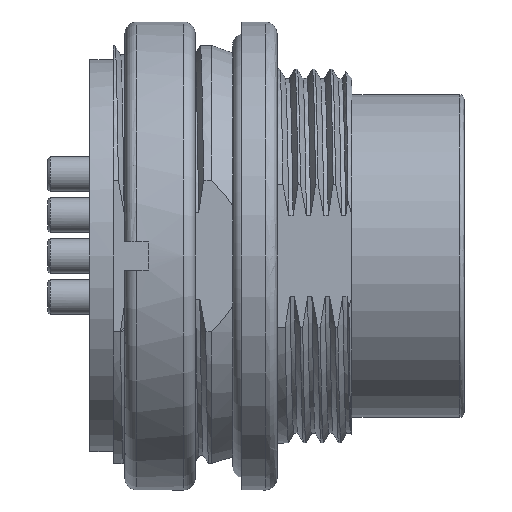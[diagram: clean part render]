
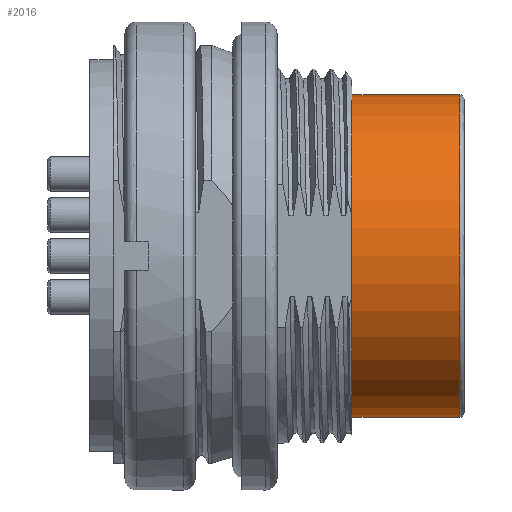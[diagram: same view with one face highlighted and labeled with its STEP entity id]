
A CAD part, front view. The second image highlights one B-rep face of the part: STEP entity #2016.
In plain terms, the highlighted cylindrical face has radius 6.9 mm (diameter 13.8 mm), a full revolution.
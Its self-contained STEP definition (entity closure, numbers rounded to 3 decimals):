
#603=FACE_BOUND('',#2682,.T.);
#604=FACE_BOUND('',#2683,.T.);
#1017=CYLINDRICAL_SURFACE('',#6715,6.9);
#1787=CIRCLE('',#6711,6.9);
#1789=CIRCLE('',#6714,6.9);
#2016=ADVANCED_FACE('',(#603,#604),#1017,.T.);
#2682=EDGE_LOOP('',(#3562));
#2683=EDGE_LOOP('',(#3563));
#3562=ORIENTED_EDGE('',*,*,#5815,.F.);
#3563=ORIENTED_EDGE('',*,*,#5817,.T.);
#5130=VERTEX_POINT('',#13306);
#5131=VERTEX_POINT('',#13310);
#5815=EDGE_CURVE('',#5130,#5130,#1787,.T.);
#5817=EDGE_CURVE('',#5131,#5131,#1789,.T.);
#6711=AXIS2_PLACEMENT_3D('',#13305,#7386,#7387);
#6714=AXIS2_PLACEMENT_3D('',#13309,#7392,#7393);
#6715=AXIS2_PLACEMENT_3D('',#13311,#7394,#7395);
#7386=DIRECTION('',(-1.,0.,0.));
#7387=DIRECTION('',(0.,-1.,0.));
#7392=DIRECTION('',(-1.,0.,0.));
#7393=DIRECTION('',(0.,-1.,0.));
#7394=DIRECTION('',(-1.,0.,0.));
#7395=DIRECTION('',(0.,-1.,0.));
#13305=CARTESIAN_POINT('',(11.2,0.,0.));
#13306=CARTESIAN_POINT('',(11.2,-6.9,0.));
#13309=CARTESIAN_POINT('',(15.8,0.,0.));
#13310=CARTESIAN_POINT('',(15.8,-6.9,0.));
#13311=CARTESIAN_POINT('',(16.,0.,0.));
